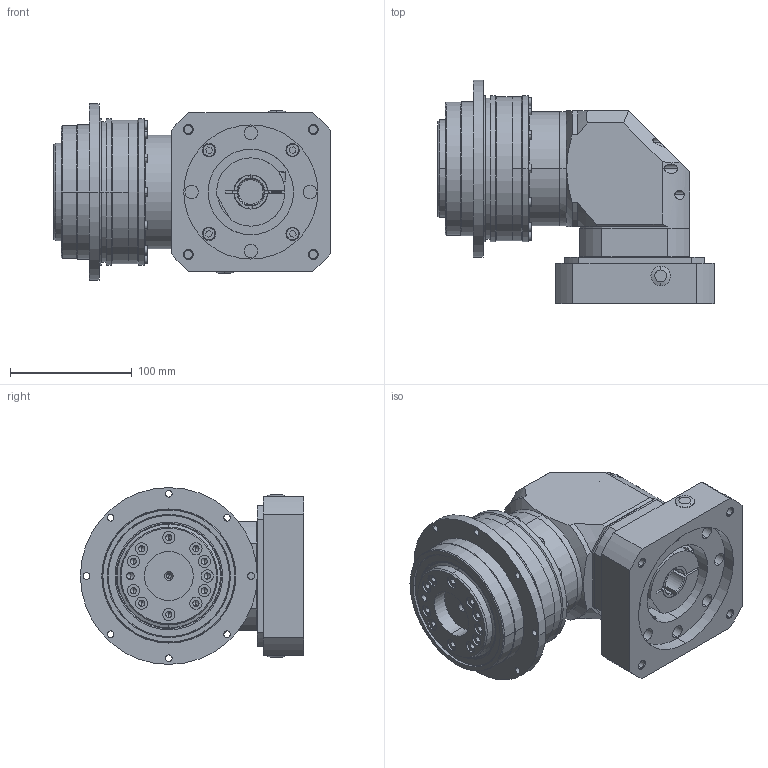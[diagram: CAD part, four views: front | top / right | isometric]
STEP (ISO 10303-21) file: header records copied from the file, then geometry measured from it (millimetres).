
FILE_DESCRIPTION (( 'STEP AP203' ), '1' );
FILE_NAME ('PGYZ110-L2-22-110-145-M8(TÐÍ).STEP', '2020-06-27T06:08:25', ( 'ylmfeng' ), ( 'ylmfeng.com' ), 'SwSTEP 2.0', 'SolidWorks 2014', '' );
FILE_SCHEMA (( 'CONFIG_CONTROL_DESIGN' ));
Length unit declared in the file: millimetre
Products named in the file (1): PGYZ110-L2-22-110-145-M8(T倰)
Bounding box: 226.5 x 183 x 145 mm (x, y, z)
Volume: 2271150.1 mm3; surface area: 320011.3 mm2
Topology: 45 solids, 46 shells, 1120 faces, 2625 edges, 1676 vertices
Faces by surface type: plane 493, cylinder 401, cone 114, torus 82, bspline 26, sphere 4
Entity records: 38575 total; most frequent: CARTESIAN_POINT 12932, DIRECTION 5374, ORIENTED_EDGE 5162, EDGE_CURVE 2581, AXIS2_PLACEMENT_3D 2030, VERTEX_POINT 1676, LINE 1314, VECTOR 1314
